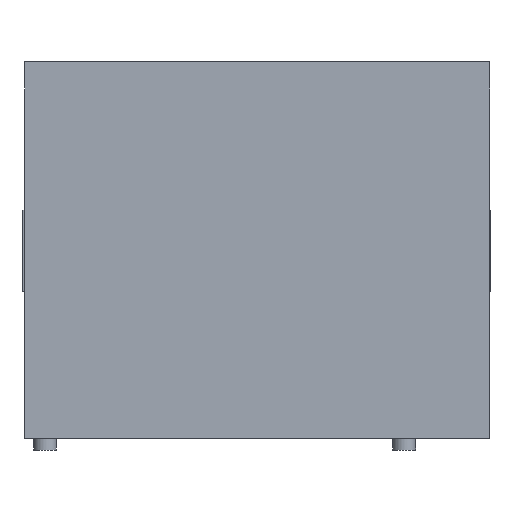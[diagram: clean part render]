
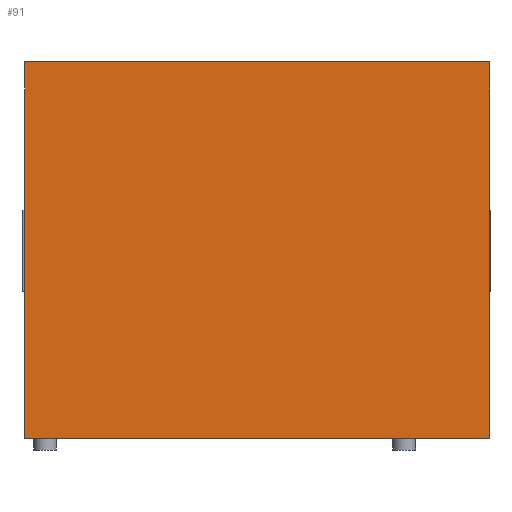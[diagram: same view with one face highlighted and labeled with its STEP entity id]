
A CAD part, left-side view. The second image highlights one B-rep face of the part: STEP entity #91.
In plain terms, the highlighted free-form (B-spline) face has degree [2, 1] with [3, 2] control points.
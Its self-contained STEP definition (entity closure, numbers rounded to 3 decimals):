
#91=ADVANCED_FACE('',(#125),#465,.T.);
#125=FACE_OUTER_BOUND('',#159,.T.);
#159=EDGE_LOOP('',(#267,#268,#269,#270));
#267=ORIENTED_EDGE('',*,*,#338,.T.);
#268=ORIENTED_EDGE('',*,*,#339,.T.);
#269=ORIENTED_EDGE('',*,*,#340,.F.);
#270=ORIENTED_EDGE('',*,*,#336,.F.);
#336=EDGE_CURVE('',#429,#430,#385,.T.);
#338=EDGE_CURVE('',#429,#431,#387,.T.);
#339=EDGE_CURVE('',#431,#432,#388,.T.);
#340=EDGE_CURVE('',#430,#432,#389,.T.);
#385=(
BOUNDED_CURVE()
B_SPLINE_CURVE(1,(#903,#904),.UNSPECIFIED.,.F.,.F.)
B_SPLINE_CURVE_WITH_KNOTS((2,2),(0.,815.117),.UNSPECIFIED.)
CURVE()
GEOMETRIC_REPRESENTATION_ITEM()
RATIONAL_B_SPLINE_CURVE((1.,1.))
REPRESENTATION_ITEM('')
);
#387=(
BOUNDED_CURVE()
B_SPLINE_CURVE(2,(#908,#909,#910),.UNSPECIFIED.,.F.,.F.)
B_SPLINE_CURVE_WITH_KNOTS((3,3),(1461.078,2121.44),
 .UNSPECIFIED.)
CURVE()
GEOMETRIC_REPRESENTATION_ITEM()
RATIONAL_B_SPLINE_CURVE((1.,0.998,1.))
REPRESENTATION_ITEM('')
);
#388=(
BOUNDED_CURVE()
B_SPLINE_CURVE(1,(#911,#912),.UNSPECIFIED.,.F.,.F.)
B_SPLINE_CURVE_WITH_KNOTS((2,2),(0.,815.117),.UNSPECIFIED.)
CURVE()
GEOMETRIC_REPRESENTATION_ITEM()
RATIONAL_B_SPLINE_CURVE((1.,1.))
REPRESENTATION_ITEM('')
);
#389=(
BOUNDED_CURVE()
B_SPLINE_CURVE(2,(#913,#914,#915),.UNSPECIFIED.,.F.,.F.)
B_SPLINE_CURVE_WITH_KNOTS((3,3),(1461.078,2121.44),
 .UNSPECIFIED.)
CURVE()
GEOMETRIC_REPRESENTATION_ITEM()
RATIONAL_B_SPLINE_CURVE((1.,0.998,1.))
REPRESENTATION_ITEM('')
);
#429=VERTEX_POINT('',#886);
#430=VERTEX_POINT('',#887);
#431=VERTEX_POINT('',#888);
#432=VERTEX_POINT('',#889);
#465=(
BOUNDED_SURFACE()
B_SPLINE_SURFACE(2,1,((#868,#869),(#870,#871),(#872,#873)),
 .UNSPECIFIED.,.F.,.F.,.F.)
B_SPLINE_SURFACE_WITH_KNOTS((3,3),(2,2),(1461.078,2121.44),
(0.,815.117),.UNSPECIFIED.)
GEOMETRIC_REPRESENTATION_ITEM()
RATIONAL_B_SPLINE_SURFACE(((1.,1.),(0.998,0.998),
(1.,1.)))
REPRESENTATION_ITEM('')
SURFACE()
);
#868=CARTESIAN_POINT('',(268745.53,26885.269,680.));
#869=CARTESIAN_POINT('',(268745.53,26070.152,680.));
#870=CARTESIAN_POINT('',(268726.583,26885.269,350.));
#871=CARTESIAN_POINT('',(268726.583,26070.152,350.));
#872=CARTESIAN_POINT('',(268745.53,26885.269,20.));
#873=CARTESIAN_POINT('',(268745.53,26070.152,20.));
#886=CARTESIAN_POINT('',(268745.53,26885.269,680.));
#887=CARTESIAN_POINT('',(268745.53,26070.152,680.));
#888=CARTESIAN_POINT('',(268745.53,26885.269,20.));
#889=CARTESIAN_POINT('',(268745.53,26070.152,20.));
#903=CARTESIAN_POINT('',(268745.53,26885.269,680.));
#904=CARTESIAN_POINT('',(268745.53,26070.152,680.));
#908=CARTESIAN_POINT('',(268745.53,26885.269,680.));
#909=CARTESIAN_POINT('',(268726.583,26885.269,350.));
#910=CARTESIAN_POINT('',(268745.53,26885.269,20.));
#911=CARTESIAN_POINT('',(268745.53,26885.269,20.));
#912=CARTESIAN_POINT('',(268745.53,26070.152,20.));
#913=CARTESIAN_POINT('',(268745.53,26070.152,680.));
#914=CARTESIAN_POINT('',(268726.583,26070.152,350.));
#915=CARTESIAN_POINT('',(268745.53,26070.152,20.));
